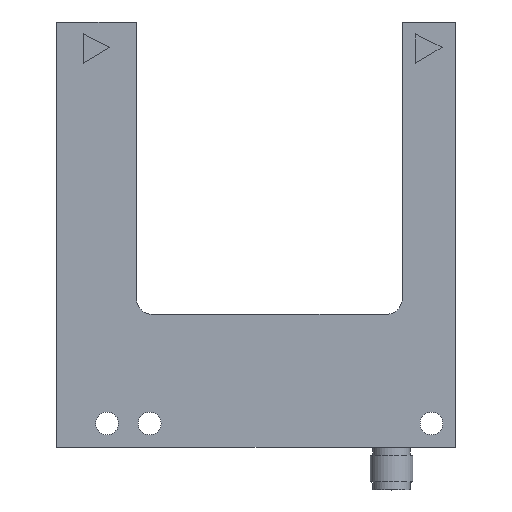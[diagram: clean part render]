
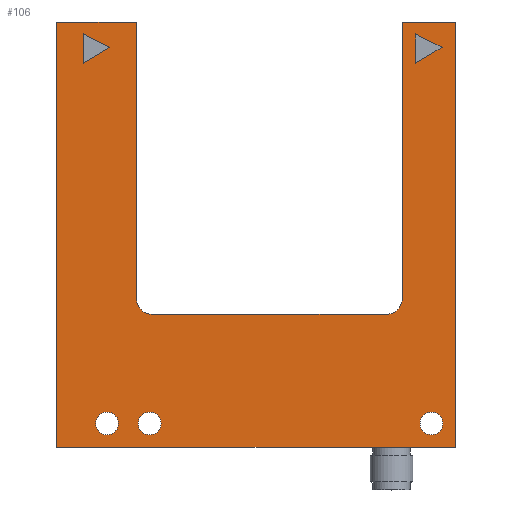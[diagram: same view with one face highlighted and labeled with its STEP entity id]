
A CAD part, top view. The second image highlights one B-rep face of the part: STEP entity #106.
In plain terms, the highlighted planar face has unit normal (0, 0, 1).
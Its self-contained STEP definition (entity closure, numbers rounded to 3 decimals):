
#106=ADVANCED_FACE('',(#237,#238,#239,#240,#241,#242),#243,.T.);
#237=FACE_BOUND('',#387,.T.);
#238=FACE_BOUND('',#388,.T.);
#239=FACE_BOUND('',#389,.T.);
#240=FACE_BOUND('',#390,.T.);
#241=FACE_BOUND('',#391,.T.);
#242=FACE_OUTER_BOUND('',#392,.T.);
#243=PLANE('',#393);
#387=EDGE_LOOP('',(#634,#635,#636));
#388=EDGE_LOOP('',(#637,#638,#639));
#389=EDGE_LOOP('',(#640,#641));
#390=EDGE_LOOP('',(#642,#643));
#391=EDGE_LOOP('',(#644,#645));
#392=EDGE_LOOP('',(#646,#647,#648,#649,#650,#651,#652,#653,#654,#655,#656,#657));
#393=AXIS2_PLACEMENT_3D('',#658,#659,#660);
#634=ORIENTED_EDGE('',*,*,#937,.T.);
#635=ORIENTED_EDGE('',*,*,#888,.T.);
#636=ORIENTED_EDGE('',*,*,#934,.T.);
#637=ORIENTED_EDGE('',*,*,#848,.T.);
#638=ORIENTED_EDGE('',*,*,#938,.T.);
#639=ORIENTED_EDGE('',*,*,#939,.T.);
#640=ORIENTED_EDGE('',*,*,#940,.T.);
#641=ORIENTED_EDGE('',*,*,#929,.T.);
#642=ORIENTED_EDGE('',*,*,#941,.T.);
#643=ORIENTED_EDGE('',*,*,#844,.T.);
#644=ORIENTED_EDGE('',*,*,#942,.T.);
#645=ORIENTED_EDGE('',*,*,#864,.T.);
#646=ORIENTED_EDGE('',*,*,#883,.F.);
#647=ORIENTED_EDGE('',*,*,#905,.F.);
#648=ORIENTED_EDGE('',*,*,#943,.F.);
#649=ORIENTED_EDGE('',*,*,#858,.F.);
#650=ORIENTED_EDGE('',*,*,#944,.F.);
#651=ORIENTED_EDGE('',*,*,#945,.F.);
#652=ORIENTED_EDGE('',*,*,#946,.F.);
#653=ORIENTED_EDGE('',*,*,#947,.F.);
#654=ORIENTED_EDGE('',*,*,#898,.F.);
#655=ORIENTED_EDGE('',*,*,#948,.F.);
#656=ORIENTED_EDGE('',*,*,#924,.F.);
#657=ORIENTED_EDGE('',*,*,#949,.F.);
#658=CARTESIAN_POINT('',(-36.857,26.803,10.0));
#659=DIRECTION('',(0.0,0.0,1.0));
#660=DIRECTION('',(1.0,0.0,0.0));
#844=EDGE_CURVE('',#992,#989,#993,.T.);
#848=EDGE_CURVE('',#998,#999,#1000,.T.);
#858=EDGE_CURVE('',#1016,#1017,#1018,.T.);
#864=EDGE_CURVE('',#1028,#1025,#1029,.T.);
#883=EDGE_CURVE('',#1059,#1060,#1061,.T.);
#888=EDGE_CURVE('',#1068,#1069,#1070,.T.);
#898=EDGE_CURVE('',#1084,#1086,#1087,.T.);
#905=EDGE_CURVE('',#1097,#1059,#1098,.T.);
#924=EDGE_CURVE('',#1127,#1128,#1129,.T.);
#929=EDGE_CURVE('',#1135,#1133,#1136,.T.);
#934=EDGE_CURVE('',#1069,#1141,#1142,.T.);
#937=EDGE_CURVE('',#1141,#1068,#1145,.T.);
#938=EDGE_CURVE('',#999,#1146,#1147,.T.);
#939=EDGE_CURVE('',#1146,#998,#1148,.T.);
#940=EDGE_CURVE('',#1133,#1135,#1149,.T.);
#941=EDGE_CURVE('',#989,#992,#1150,.T.);
#942=EDGE_CURVE('',#1025,#1028,#1151,.T.);
#943=EDGE_CURVE('',#1017,#1097,#1152,.T.);
#944=EDGE_CURVE('',#1153,#1016,#1154,.T.);
#945=EDGE_CURVE('',#1155,#1153,#1156,.T.);
#946=EDGE_CURVE('',#1157,#1155,#1158,.T.);
#947=EDGE_CURVE('',#1086,#1157,#1159,.T.);
#948=EDGE_CURVE('',#1128,#1084,#1160,.T.);
#949=EDGE_CURVE('',#1060,#1127,#1161,.T.);
#989=VERTEX_POINT('',#1203);
#992=VERTEX_POINT('',#1207);
#993=CIRCLE('',#1208,2.15);
#998=VERTEX_POINT('',#1214);
#999=VERTEX_POINT('',#1215);
#1000=LINE('',#1216,#1217);
#1016=VERTEX_POINT('',#1238);
#1017=VERTEX_POINT('',#1239);
#1018=LINE('',#1240,#1241);
#1025=VERTEX_POINT('',#1251);
#1028=VERTEX_POINT('',#1255);
#1029=CIRCLE('',#1256,2.15);
#1059=VERTEX_POINT('',#1292);
#1060=VERTEX_POINT('',#1293);
#1061=LINE('',#1294,#1295);
#1068=VERTEX_POINT('',#1305);
#1069=VERTEX_POINT('',#1306);
#1070=LINE('',#1307,#1308);
#1084=VERTEX_POINT('',#1324);
#1086=VERTEX_POINT('',#1327);
#1087=CIRCLE('',#1328,3.0);
#1097=VERTEX_POINT('',#1339);
#1098=LINE('',#1340,#1341);
#1127=VERTEX_POINT('',#1377);
#1128=VERTEX_POINT('',#1378);
#1129=LINE('',#1379,#1380);
#1133=VERTEX_POINT('',#1386);
#1135=VERTEX_POINT('',#1389);
#1136=CIRCLE('',#1390,2.15);
#1141=VERTEX_POINT('',#1396);
#1142=LINE('',#1397,#1398);
#1145=LINE('',#1402,#1403);
#1146=VERTEX_POINT('',#1404);
#1147=LINE('',#1405,#1406);
#1148=LINE('',#1407,#1408);
#1149=CIRCLE('',#1409,2.15);
#1150=CIRCLE('',#1410,2.15);
#1151=CIRCLE('',#1411,2.15);
#1152=LINE('',#1412,#1413);
#1153=VERTEX_POINT('',#1414);
#1154=LINE('',#1415,#1416);
#1155=VERTEX_POINT('',#1417);
#1156=CIRCLE('',#1418,3.0);
#1157=VERTEX_POINT('',#1419);
#1158=CIRCLE('',#1420,3.0);
#1159=LINE('',#1421,#1422);
#1160=CIRCLE('',#1423,3.0);
#1161=LINE('',#1424,#1425);
#1203=CARTESIAN_POINT('',(-55.35,-5.5,10.0));
#1207=CARTESIAN_POINT('',(-59.65,-5.5,10.0));
#1208=AXIS2_PLACEMENT_3D('',#1479,#1480,#1481);
#1214=CARTESIAN_POINT('',(-65.0,65.25,10.0));
#1215=CARTESIAN_POINT('',(-70.0,62.25,10.0));
#1216=CARTESIAN_POINT('',(-63.134,66.369,10.0));
#1217=VECTOR('',#1486,1.);
#1238=CARTESIAN_POINT('',(-10.0,70.0,10.0));
#1239=CARTESIAN_POINT('',(0.0,70.0,10.0));
#1240=CARTESIAN_POINT('',(-10.0,70.0,10.0));
#1241=VECTOR('',#1498,1.0);
#1251=CARTESIAN_POINT('',(-63.35,-5.5,10.0));
#1255=CARTESIAN_POINT('',(-67.65,-5.5,10.0));
#1256=AXIS2_PLACEMENT_3D('',#1503,#1504,#1505);
#1292=CARTESIAN_POINT('',(-75.0,-10.0,10.0));
#1293=CARTESIAN_POINT('',(-75.0,70.0,10.0));
#1294=CARTESIAN_POINT('',(-75.0,-10.0,10.0));
#1295=VECTOR('',#1533,1.0);
#1305=CARTESIAN_POINT('',(-7.5,62.25,10.0));
#1306=CARTESIAN_POINT('',(-7.5,67.75,10.0));
#1307=CARTESIAN_POINT('',(-7.5,44.526,10.0));
#1308=VECTOR('',#1537,1.0);
#1324=CARTESIAN_POINT('',(-59.121,15.879,10.0));
#1327=CARTESIAN_POINT('',(-57.0,15.0,10.0));
#1328=AXIS2_PLACEMENT_3D('',#1553,#1554,#1555);
#1339=CARTESIAN_POINT('',(0.0,-10.0,10.0));
#1340=CARTESIAN_POINT('',(0.0,-10.0,10.0));
#1341=VECTOR('',#1569,1.0);
#1377=CARTESIAN_POINT('',(-60.0,70.0,10.0));
#1378=CARTESIAN_POINT('',(-60.0,18.0,10.0));
#1379=CARTESIAN_POINT('',(-60.0,70.0,10.0));
#1380=VECTOR('',#1604,1.0);
#1386=CARTESIAN_POINT('',(-2.35,-5.5,10.0));
#1389=CARTESIAN_POINT('',(-6.65,-5.5,10.0));
#1390=AXIS2_PLACEMENT_3D('',#1608,#1609,#1610);
#1396=CARTESIAN_POINT('',(-2.5,65.25,10.0));
#1397=CARTESIAN_POINT('',(-11.053,69.527,10.0));
#1398=VECTOR('',#1615,1.);
#1402=CARTESIAN_POINT('',(-23.612,52.583,10.0));
#1403=VECTOR('',#1617,1.);
#1404=CARTESIAN_POINT('',(-70.0,67.75,10.0));
#1405=CARTESIAN_POINT('',(-70.0,44.526,10.0));
#1406=VECTOR('',#1618,1.0);
#1407=CARTESIAN_POINT('',(-48.553,57.027,10.0));
#1408=VECTOR('',#1619,1.);
#1409=AXIS2_PLACEMENT_3D('',#1620,#1621,#1622);
#1410=AXIS2_PLACEMENT_3D('',#1623,#1624,#1625);
#1411=AXIS2_PLACEMENT_3D('',#1626,#1627,#1628);
#1412=CARTESIAN_POINT('',(0.0,70.0,10.0));
#1413=VECTOR('',#1629,1.0);
#1414=CARTESIAN_POINT('',(-10.0,18.0,10.0));
#1415=CARTESIAN_POINT('',(-10.0,18.0,10.0));
#1416=VECTOR('',#1630,1.0);
#1417=CARTESIAN_POINT('',(-10.879,15.879,10.0));
#1418=AXIS2_PLACEMENT_3D('',#1631,#1632,#1633);
#1419=CARTESIAN_POINT('',(-13.0,15.0,10.0));
#1420=AXIS2_PLACEMENT_3D('',#1634,#1635,#1636);
#1421=CARTESIAN_POINT('',(-57.0,15.0,10.0));
#1422=VECTOR('',#1637,1.0);
#1423=AXIS2_PLACEMENT_3D('',#1638,#1639,#1640);
#1424=CARTESIAN_POINT('',(-75.0,70.0,10.0));
#1425=VECTOR('',#1641,1.0);
#1479=CARTESIAN_POINT('',(-57.5,-5.5,10.0));
#1480=DIRECTION('',(0.0,0.0,-1.0));
#1481=DIRECTION('',(1.0,0.0,0.0));
#1486=DIRECTION('',(-0.857,-0.514,0.0));
#1498=DIRECTION('',(1.0,0.0,0.0));
#1503=CARTESIAN_POINT('',(-65.5,-5.5,10.0));
#1504=DIRECTION('',(0.0,0.0,-1.0));
#1505=DIRECTION('',(1.0,0.0,0.0));
#1533=DIRECTION('',(0.0,1.0,0.0));
#1537=DIRECTION('',(0.0,1.0,0.0));
#1553=CARTESIAN_POINT('',(-57.0,18.0,10.0));
#1554=DIRECTION('',(0.0,0.0,1.0));
#1555=DIRECTION('',(-0.707,-0.707,0.0));
#1569=DIRECTION('',(-1.0,0.0,0.0));
#1604=DIRECTION('',(0.0,-1.0,0.0));
#1608=CARTESIAN_POINT('',(-4.5,-5.5,10.0));
#1609=DIRECTION('',(0.0,0.0,-1.0));
#1610=DIRECTION('',(1.0,0.0,0.0));
#1615=DIRECTION('',(0.894,-0.447,0.0));
#1617=DIRECTION('',(-0.857,-0.514,0.0));
#1618=DIRECTION('',(0.0,1.0,0.0));
#1619=DIRECTION('',(0.894,-0.447,0.0));
#1620=CARTESIAN_POINT('',(-4.5,-5.5,10.0));
#1621=DIRECTION('',(0.0,0.0,-1.0));
#1622=DIRECTION('',(1.0,0.0,0.0));
#1623=CARTESIAN_POINT('',(-57.5,-5.5,10.0));
#1624=DIRECTION('',(0.0,0.0,-1.0));
#1625=DIRECTION('',(1.0,0.0,0.0));
#1626=CARTESIAN_POINT('',(-65.5,-5.5,10.0));
#1627=DIRECTION('',(0.0,0.0,-1.0));
#1628=DIRECTION('',(1.0,0.0,0.0));
#1629=DIRECTION('',(0.0,-1.0,0.0));
#1630=DIRECTION('',(0.0,1.0,0.0));
#1631=CARTESIAN_POINT('',(-13.0,18.0,10.0));
#1632=DIRECTION('',(0.0,0.0,1.0));
#1633=DIRECTION('',(0.707,-0.707,0.0));
#1634=CARTESIAN_POINT('',(-13.0,18.0,10.0));
#1635=DIRECTION('',(0.0,0.0,1.0));
#1636=DIRECTION('',(0.707,-0.707,0.0));
#1637=DIRECTION('',(1.0,0.0,0.0));
#1638=CARTESIAN_POINT('',(-57.0,18.0,10.0));
#1639=DIRECTION('',(0.0,0.0,1.0));
#1640=DIRECTION('',(-0.707,-0.707,0.0));
#1641=DIRECTION('',(1.0,0.0,0.0));
